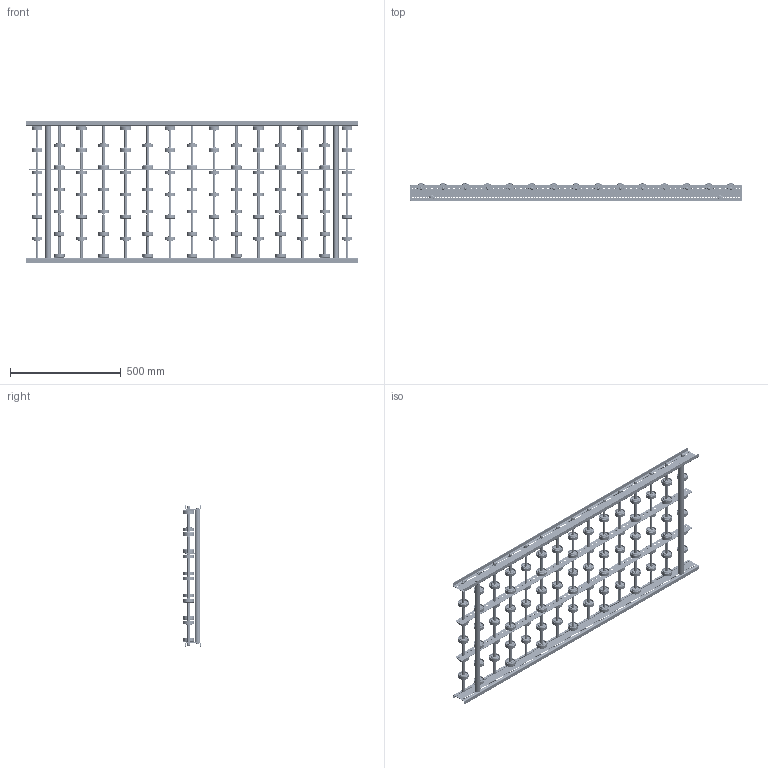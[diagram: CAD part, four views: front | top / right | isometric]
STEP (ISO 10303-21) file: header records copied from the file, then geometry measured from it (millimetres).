
FILE_DESCRIPTION (( 'STEP AP214' ), '1' );
FILE_NAME ('0052374.step', '2021-10-26T13:15:01', ( '' ), ( '' ), 'SwSTEP 2.0', 'SolidWorks 2020', '' );
FILE_SCHEMA (( 'AUTOMOTIVE_DESIGN' ));
Length unit declared in the file: millimetre
Products named in the file (10): Röllchenachse-für-Konfiguration_EL600; 0052374; S100994_Sperrzahnschraube_M08x16-8.8-A2K; S106837_Gewindestange-M8-KFG_L620; Traversen_KFG_L600; 0011532_2300-48-8; S100100_Längstraverse-42x2,5_S100102_L„ngstraverse-RB-L1500; 0046278_KB-ROHR-12X1,75mm_KFG_L75; Hutmutter_DIN_1587_M8; Profil_LRB-20x70x20x2_KFG_S100201_U-PROFIL-20-70-20-2-LRB-L=1500
Assembly tree (68 placements, depth 3):
  0052374
    Profil_LRB-20x70x20x2_KFG_S100201_U-PROFIL-20-70-20-2-LRB-L=1500  x2
    S100994_Sperrzahnschraube_M08x16-8.8-A2K  x4
    Traversen_KFG_L600  x2
    Röllchenachse-für-Konfiguration_EL600  x15
      S106837_Gewindestange-M8-KFG_L620
      0011532_2300-48-8
      0046278_KB-ROHR-12X1,75mm_KFG_L75
    S100100_Längstraverse-42x2,5_S100102_L„ngstraverse-RB-L1500  x2
    Hutmutter_DIN_1587_M8  x30
Bounding box: 1500 x 79 x 640 mm (x, y, z)
Volume: 3541740.3 mm3; surface area: 2641765.1 mm2
Topology: 239 solids, 239 shells, 9198 faces, 19842 edges, 11888 vertices
Faces by surface type: cylinder 3382, torus 2896, plane 1572, cone 1318, bspline 30
Entity records: 29092 total; most frequent: DIRECTION 5323, CARTESIAN_POINT 4974, ORIENTED_EDGE 4452, AXIS2_PLACEMENT_3D 2299, EDGE_CURVE 2226, VERTEX_POINT 1454, EDGE_LOOP 1424, CIRCLE 1421
